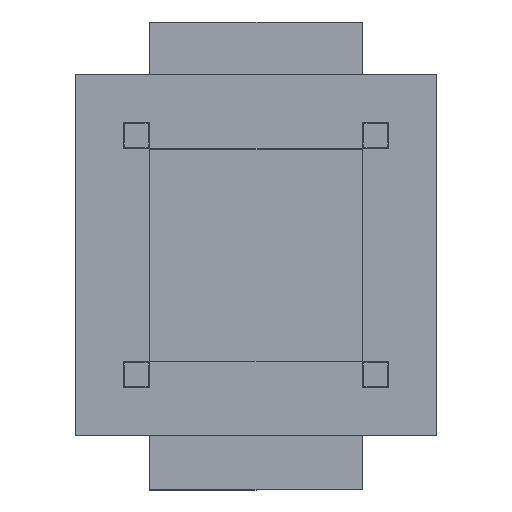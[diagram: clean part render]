
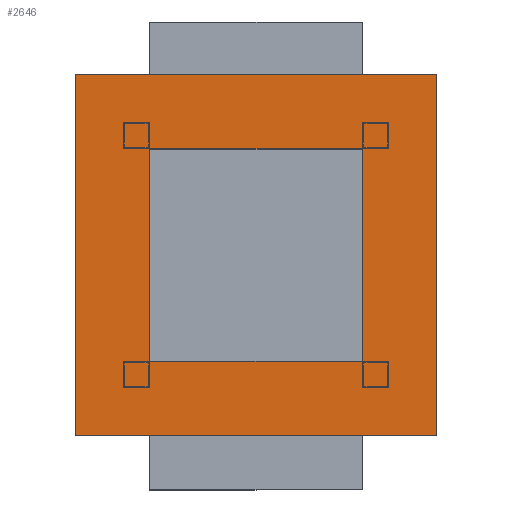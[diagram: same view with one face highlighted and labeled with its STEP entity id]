
A CAD part, top view. The second image highlights one B-rep face of the part: STEP entity #2646.
In plain terms, the highlighted planar face has unit normal (0, 0, 1).
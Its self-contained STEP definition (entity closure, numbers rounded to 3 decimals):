
#65 = CARTESIAN_POINT ( 'NONE',  ( 216.931, 142.787, 1154.5 ) ) ;
#118 = EDGE_LOOP ( 'NONE', ( #2581, #1276, #731, #3548 ) ) ;
#164 = VECTOR ( 'NONE', #648, 1000. ) ;
#180 = FACE_BOUND ( 'NONE', #4487, .T. ) ;
#212 = VERTEX_POINT ( 'NONE', #3457 ) ;
#249 = CARTESIAN_POINT ( 'NONE',  ( 216.931, -197.213, 1154.5 ) ) ;
#324 = LINE ( 'NONE', #2103, #1310 ) ;
#428 = AXIS2_PLACEMENT_3D ( 'NONE', #1995, #2711, #1973 ) ;
#464 = DIRECTION ( 'NONE',  ( 1., 0., 0. ) ) ;
#517 = CARTESIAN_POINT ( 'NONE',  ( 216.931, 142.787, 1154.5 ) ) ;
#574 = VERTEX_POINT ( 'NONE', #65 ) ;
#616 = VERTEX_POINT ( 'NONE', #1413 ) ;
#648 = DIRECTION ( 'NONE',  ( 1., 0., 0. ) ) ;
#695 = LINE ( 'NONE', #3134, #2049 ) ;
#731 = ORIENTED_EDGE ( 'NONE', *, *, #2525, .T. ) ;
#786 = VECTOR ( 'NONE', #4457, 1000. ) ;
#842 = LINE ( 'NONE', #517, #2973 ) ;
#1071 = VERTEX_POINT ( 'NONE', #3504 ) ;
#1117 = LINE ( 'NONE', #2514, #4158 ) ;
#1146 = CARTESIAN_POINT ( 'NONE',  ( -123.069, 142.787, 1154.5 ) ) ;
#1199 = LINE ( 'NONE', #2255, #1350 ) ;
#1201 = VERTEX_POINT ( 'NONE', #4280 ) ;
#1219 = ORIENTED_EDGE ( 'NONE', *, *, #2135, .F. ) ;
#1250 = CARTESIAN_POINT ( 'NONE',  ( 146.931, 72.787, 1154.5 ) ) ;
#1276 = ORIENTED_EDGE ( 'NONE', *, *, #1876, .T. ) ;
#1310 = VECTOR ( 'NONE', #2077, 1000. ) ;
#1350 = VECTOR ( 'NONE', #1908, 1000. ) ;
#1360 = EDGE_CURVE ( 'NONE', #1201, #2182, #324, .T. ) ;
#1413 = CARTESIAN_POINT ( 'NONE',  ( -123.069, -197.213, 1154.5 ) ) ;
#1503 = EDGE_CURVE ( 'NONE', #3917, #616, #695, .T. ) ;
#1543 = DIRECTION ( 'NONE',  ( 0., 1., 0. ) ) ;
#1687 = CARTESIAN_POINT ( 'NONE',  ( -53.069, -127.213, 1154.5 ) ) ;
#1876 = EDGE_CURVE ( 'NONE', #616, #3371, #1117, .T. ) ;
#1908 = DIRECTION ( 'NONE',  ( -1., 0., 0. ) ) ;
#1973 = DIRECTION ( 'NONE',  ( 1., 0., 0. ) ) ;
#1995 = CARTESIAN_POINT ( 'NONE',  ( 0., 0., 1154.5 ) ) ;
#2030 = CARTESIAN_POINT ( 'NONE',  ( -53.069, -127.213, 1154.5 ) ) ;
#2049 = VECTOR ( 'NONE', #4468, 1000. ) ;
#2077 = DIRECTION ( 'NONE',  ( 0., -1., 0. ) ) ;
#2103 = CARTESIAN_POINT ( 'NONE',  ( -53.069, 72.787, 1154.5 ) ) ;
#2135 = EDGE_CURVE ( 'NONE', #2182, #212, #2720, .T. ) ;
#2151 = VECTOR ( 'NONE', #3224, 1000. ) ;
#2182 = VERTEX_POINT ( 'NONE', #1687 ) ;
#2204 = PLANE ( 'NONE',  #428 ) ;
#2255 = CARTESIAN_POINT ( 'NONE',  ( -53.069, 72.787, 1154.5 ) ) ;
#2486 = ORIENTED_EDGE ( 'NONE', *, *, #4201, .F. ) ;
#2514 = CARTESIAN_POINT ( 'NONE',  ( -123.069, -197.213, 1154.5 ) ) ;
#2525 = EDGE_CURVE ( 'NONE', #3371, #574, #842, .T. ) ;
#2556 = FACE_OUTER_BOUND ( 'NONE', #118, .T. ) ;
#2581 = ORIENTED_EDGE ( 'NONE', *, *, #1503, .T. ) ;
#2646 = ADVANCED_FACE ( 'NONE', ( #2556, #180 ), #2204, .T. ) ;
#2711 = DIRECTION ( 'NONE',  ( 0., 0., 1. ) ) ;
#2720 = LINE ( 'NONE', #2030, #164 ) ;
#2973 = VECTOR ( 'NONE', #1543, 1000. ) ;
#3134 = CARTESIAN_POINT ( 'NONE',  ( -123.069, 142.787, 1154.5 ) ) ;
#3224 = DIRECTION ( 'NONE',  ( -1., 0., 0. ) ) ;
#3371 = VERTEX_POINT ( 'NONE', #249 ) ;
#3457 = CARTESIAN_POINT ( 'NONE',  ( 146.931, -127.213, 1154.5 ) ) ;
#3504 = CARTESIAN_POINT ( 'NONE',  ( 146.931, 72.787, 1154.5 ) ) ;
#3548 = ORIENTED_EDGE ( 'NONE', *, *, #4174, .T. ) ;
#3611 = CARTESIAN_POINT ( 'NONE',  ( -123.069, 142.787, 1154.5 ) ) ;
#3719 = LINE ( 'NONE', #1250, #786 ) ;
#3860 = ORIENTED_EDGE ( 'NONE', *, *, #1360, .F. ) ;
#3917 = VERTEX_POINT ( 'NONE', #1146 ) ;
#4158 = VECTOR ( 'NONE', #464, 1000. ) ;
#4174 = EDGE_CURVE ( 'NONE', #574, #3917, #4278, .T. ) ;
#4201 = EDGE_CURVE ( 'NONE', #1071, #1201, #1199, .T. ) ;
#4278 = LINE ( 'NONE', #3611, #2151 ) ;
#4280 = CARTESIAN_POINT ( 'NONE',  ( -53.069, 72.787, 1154.5 ) ) ;
#4311 = EDGE_CURVE ( 'NONE', #212, #1071, #3719, .T. ) ;
#4348 = ORIENTED_EDGE ( 'NONE', *, *, #4311, .F. ) ;
#4457 = DIRECTION ( 'NONE',  ( 0., 1., 0. ) ) ;
#4468 = DIRECTION ( 'NONE',  ( 0., -1., 0. ) ) ;
#4487 = EDGE_LOOP ( 'NONE', ( #1219, #3860, #2486, #4348 ) ) ;
